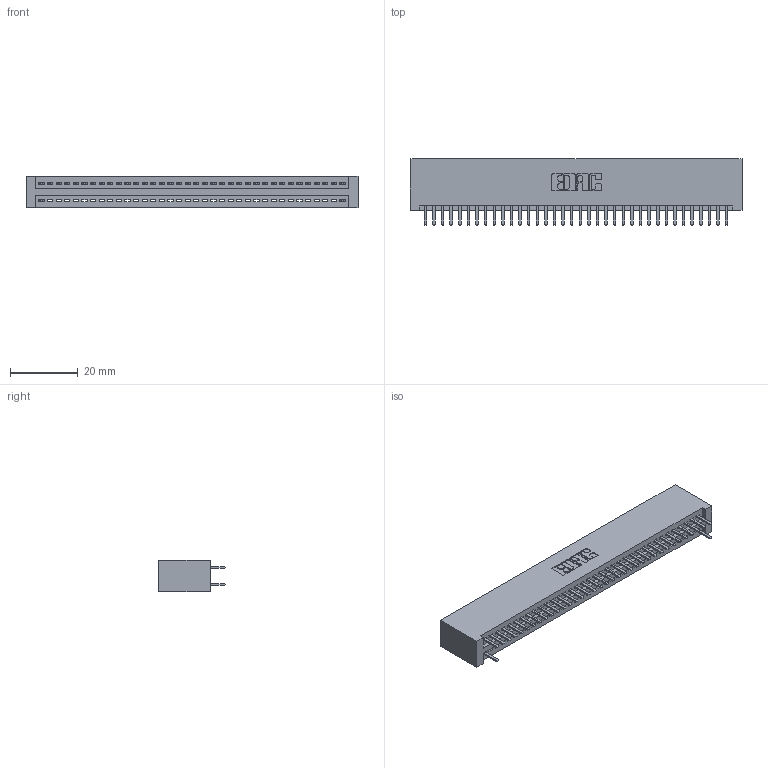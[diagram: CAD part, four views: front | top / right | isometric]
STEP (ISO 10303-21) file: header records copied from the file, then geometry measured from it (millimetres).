
FILE_DESCRIPTION (( 'STEP AP203' ), '1' );
FILE_NAME ('395-072-520-201.STEP', '2018-11-27T07:46:08', ( '' ), ( '' ), 'SwSTEP 2.0', 'SolidWorks 2016', '' );
FILE_SCHEMA (( 'CONFIG_CONTROL_DESIGN' ));
Length unit declared in the file: inch
Products named in the file (3): 345 Part_No Mounting Lugs; 345-292-001_345-293-120; 395-072-520-201
Assembly tree (39 placements, depth 2):
  395-072-520-201
    345 Part_No Mounting Lugs
    345-292-001_345-293-120  x38
Bounding box: 98.04 x 19.68 x 9.4 mm (x, y, z)
Volume: 9761.1 mm3; surface area: 12844.3 mm2
Topology: 39 solids, 39 shells, 2442 faces, 7201 edges, 4698 vertices
Faces by surface type: plane 1644, cylinder 798
Entity records: 27803 total; most frequent: CARTESIAN_POINT 4826, ORIENTED_EDGE 4782, DIRECTION 4207, EDGE_CURVE 2391, VECTOR 2119, LINE 2119, VERTEX_POINT 1590, AXIS2_PLACEMENT_3D 1044
